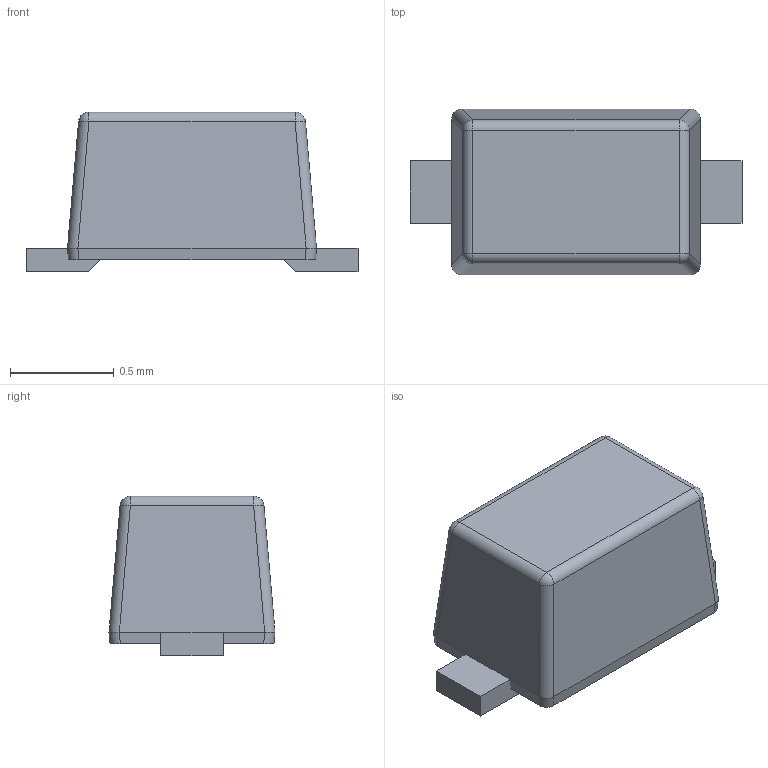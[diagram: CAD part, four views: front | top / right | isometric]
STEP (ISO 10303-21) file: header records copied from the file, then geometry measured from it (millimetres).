
FILE_DESCRIPTION((''),'2;1');
FILE_NAME('DYA0002A_ASM','2019-05-21T10:53:04',('a0412086'),(''),'CREO PARAMETRIC BY PTC INC, 2018020','CREO PARAMETRIC BY PTC INC, 2018020','');
FILE_SCHEMA(('AUTOMOTIVE_DESIGN { 1 0 10303 214 1 1 1 1 }'));
Length unit declared in the file: millimetre
Products named in the file (4): FRAME-DYA0002A; BODY-SOT; PIN1-ID; DYA0002A_ASM
Assembly tree (3 placements, depth 2):
  DYA0002A_ASM
    FRAME-DYA0002A
    BODY-SOT
    PIN1-ID
Bounding box: 1.6 x 0.8 x 0.77 mm (x, y, z)
Volume: 0.6 mm3; surface area: 5 mm2
Topology: 3 solids, 3 shells, 38 faces, 76 edges, 44 vertices
Faces by surface type: plane 22, cylinder 12, sphere 4
Entity records: 1448 total; most frequent: CARTESIAN_POINT 232, DIRECTION 170, ORIENTED_EDGE 152, PRESENTATION_STYLE_ASSIGNMENT 80, STYLED_ITEM 80, CURVE_STYLE 76, EDGE_CURVE 76, AXIS2_PLACEMENT_3D 57
